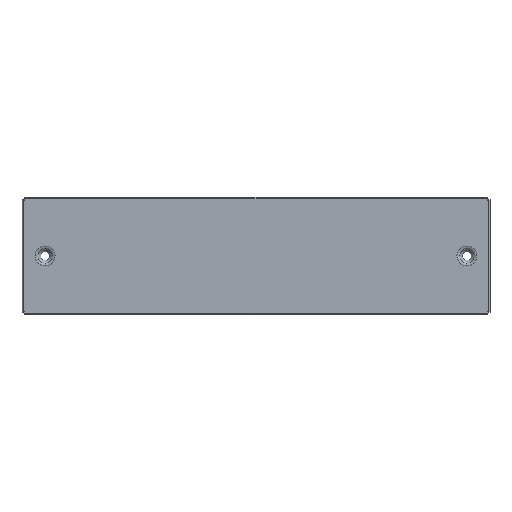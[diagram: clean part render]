
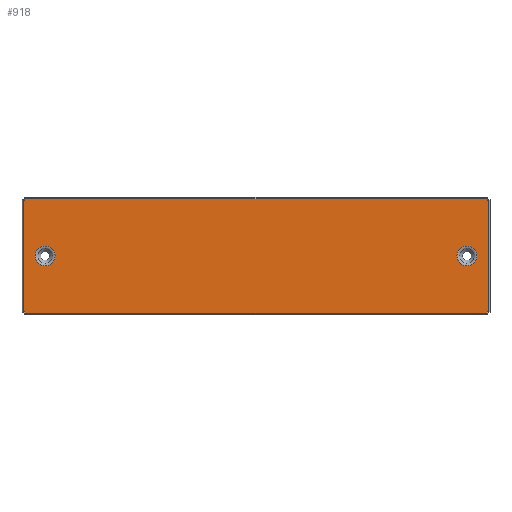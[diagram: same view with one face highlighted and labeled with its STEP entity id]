
A CAD part, top view. The second image highlights one B-rep face of the part: STEP entity #918.
In plain terms, the highlighted planar face has unit normal (0, 0, 1).
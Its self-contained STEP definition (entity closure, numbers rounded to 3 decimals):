
#9 = CARTESIAN_POINT ( 'NONE',  ( 195.8, 47.3, 0. ) ) ;
#19 = FACE_BOUND ( 'NONE', #95, .T. ) ;
#22 = CARTESIAN_POINT ( 'NONE',  ( 178.5, 0., 0. ) ) ;
#38 = VERTEX_POINT ( 'NONE', #1941 ) ;
#55 = CARTESIAN_POINT ( 'NONE',  ( -195.8, -47.3, 0. ) ) ;
#86 = VERTEX_POINT ( 'NONE', #538 ) ;
#95 = EDGE_LOOP ( 'NONE', ( #949 ) ) ;
#115 = ORIENTED_EDGE ( 'NONE', *, *, #1586, .F. ) ;
#127 = CARTESIAN_POINT ( 'NONE',  ( 196.939, -47.3, 0. ) ) ;
#149 = EDGE_CURVE ( 'NONE', #1113, #1683, #1462, .T. ) ;
#154 = DIRECTION ( 'NONE',  ( 0., 0., -1. ) ) ;
#168 = CARTESIAN_POINT ( 'NONE',  ( 199.204, -48.439, 0. ) ) ;
#186 = VECTOR ( 'NONE', #821, 1000. ) ;
#197 = DIRECTION ( 'NONE',  ( 0., 0., 1. ) ) ;
#203 = DIRECTION ( 'NONE',  ( 0., -1., 0. ) ) ;
#213 = LINE ( 'NONE', #1936, #2034 ) ;
#275 = ORIENTED_EDGE ( 'NONE', *, *, #352, .F. ) ;
#301 = VECTOR ( 'NONE', #621, 1000. ) ;
#321 = AXIS2_PLACEMENT_3D ( 'NONE', #22, #197, #1593 ) ;
#323 = DIRECTION ( 'NONE',  ( -1., 0., 0. ) ) ;
#327 = PLANE ( 'NONE',  #396 ) ;
#329 = CARTESIAN_POINT ( 'NONE',  ( 198., 47.3, 0. ) ) ;
#350 = ORIENTED_EDGE ( 'NONE', *, *, #397, .F. ) ;
#352 = EDGE_CURVE ( 'NONE', #38, #820, #466, .T. ) ;
#396 = AXIS2_PLACEMENT_3D ( 'NONE', #1258, #154, #323 ) ;
#397 = EDGE_CURVE ( 'NONE', #411, #1144, #1808, .T. ) ;
#398 = CARTESIAN_POINT ( 'NONE',  ( 198., -47.3, 0. ) ) ;
#411 = VERTEX_POINT ( 'NONE', #9 ) ;
#466 = LINE ( 'NONE', #1544, #665 ) ;
#490 = EDGE_CURVE ( 'NONE', #1915, #904, #979, .T. ) ;
#535 = CIRCLE ( 'NONE', #1584, 8.443 ) ;
#538 = CARTESIAN_POINT ( 'NONE',  ( -195.8, -48.439, 0. ) ) ;
#542 = CARTESIAN_POINT ( 'NONE',  ( 195.8, -47.3, 0. ) ) ;
#600 = DIRECTION ( 'NONE',  ( 1., 0., 0. ) ) ;
#608 = VERTEX_POINT ( 'NONE', #1969 ) ;
#617 = LINE ( 'NONE', #1746, #186 ) ;
#621 = DIRECTION ( 'NONE',  ( 1., 0., 0. ) ) ;
#627 = CARTESIAN_POINT ( 'NONE',  ( -196.939, -47.3, 0. ) ) ;
#639 = VECTOR ( 'NONE', #1579, 1000. ) ;
#640 = CARTESIAN_POINT ( 'NONE',  ( -196.939, 52.611, 0. ) ) ;
#665 = VECTOR ( 'NONE', #600, 1000. ) ;
#709 = VERTEX_POINT ( 'NONE', #1054 ) ;
#744 = LINE ( 'NONE', #640, #1125 ) ;
#760 = DIRECTION ( 'NONE',  ( 0., -1., 0. ) ) ;
#788 = VECTOR ( 'NONE', #1049, 1000. ) ;
#794 = ORIENTED_EDGE ( 'NONE', *, *, #942, .F. ) ;
#811 = FACE_BOUND ( 'NONE', #1644, .T. ) ;
#812 = DIRECTION ( 'NONE',  ( -1., 0., 0. ) ) ;
#820 = VERTEX_POINT ( 'NONE', #1185 ) ;
#821 = DIRECTION ( 'NONE',  ( 0., -1., 0. ) ) ;
#904 = VERTEX_POINT ( 'NONE', #627 ) ;
#918 = ADVANCED_FACE ( 'NONE', ( #935, #19, #811 ), #327, .F. ) ;
#919 = EDGE_CURVE ( 'NONE', #820, #1280, #1447, .T. ) ;
#927 = ORIENTED_EDGE ( 'NONE', *, *, #1931, .F. ) ;
#935 = FACE_OUTER_BOUND ( 'NONE', #1141, .T. ) ;
#937 = VECTOR ( 'NONE', #2040, 1000. ) ;
#942 = EDGE_CURVE ( 'NONE', #1144, #1113, #617, .T. ) ;
#949 = ORIENTED_EDGE ( 'NONE', *, *, #1509, .F. ) ;
#950 = LINE ( 'NONE', #542, #1287 ) ;
#979 = LINE ( 'NONE', #1410, #937 ) ;
#1026 = EDGE_CURVE ( 'NONE', #1243, #1280, #213, .T. ) ;
#1040 = DIRECTION ( 'NONE',  ( -1., 0., 0. ) ) ;
#1049 = DIRECTION ( 'NONE',  ( 0., 1., 0. ) ) ;
#1051 = ORIENTED_EDGE ( 'NONE', *, *, #1304, .F. ) ;
#1052 = VECTOR ( 'NONE', #760, 1000. ) ;
#1054 = CARTESIAN_POINT ( 'NONE',  ( 178.5, 8.443, 0. ) ) ;
#1065 = CARTESIAN_POINT ( 'NONE',  ( -178.5, 0., 0. ) ) ;
#1068 = CARTESIAN_POINT ( 'NONE',  ( 195.8, 47.3, 0. ) ) ;
#1069 = ORIENTED_EDGE ( 'NONE', *, *, #149, .F. ) ;
#1113 = VERTEX_POINT ( 'NONE', #127 ) ;
#1122 = EDGE_CURVE ( 'NONE', #38, #904, #744, .T. ) ;
#1123 = ORIENTED_EDGE ( 'NONE', *, *, #1296, .F. ) ;
#1125 = VECTOR ( 'NONE', #1721, 1000. ) ;
#1126 = ORIENTED_EDGE ( 'NONE', *, *, #490, .F. ) ;
#1141 = EDGE_LOOP ( 'NONE', ( #115, #927, #1069, #794, #350, #1393, #1154, #1661, #275, #1961, #1126, #1051 ) ) ;
#1144 = VERTEX_POINT ( 'NONE', #1282 ) ;
#1154 = ORIENTED_EDGE ( 'NONE', *, *, #1026, .T. ) ;
#1184 = CARTESIAN_POINT ( 'NONE',  ( 195.8, -47.3, 0. ) ) ;
#1185 = CARTESIAN_POINT ( 'NONE',  ( -195.8, 47.3, 0. ) ) ;
#1192 = EDGE_CURVE ( 'NONE', #1243, #411, #1202, .T. ) ;
#1202 = LINE ( 'NONE', #1068, #1052 ) ;
#1243 = VERTEX_POINT ( 'NONE', #2019 ) ;
#1258 = CARTESIAN_POINT ( 'NONE',  ( 0., 0., 0. ) ) ;
#1280 = VERTEX_POINT ( 'NONE', #2001 ) ;
#1281 = CARTESIAN_POINT ( 'NONE',  ( 195.8, -48.439, 0. ) ) ;
#1282 = CARTESIAN_POINT ( 'NONE',  ( 196.939, 47.3, 0. ) ) ;
#1287 = VECTOR ( 'NONE', #203, 1000. ) ;
#1293 = LINE ( 'NONE', #1990, #788 ) ;
#1296 = EDGE_CURVE ( 'NONE', #608, #608, #535, .T. ) ;
#1304 = EDGE_CURVE ( 'NONE', #86, #1915, #1293, .T. ) ;
#1369 = DIRECTION ( 'NONE',  ( 0., 0., 1. ) ) ;
#1393 = ORIENTED_EDGE ( 'NONE', *, *, #1192, .F. ) ;
#1410 = CARTESIAN_POINT ( 'NONE',  ( -195.8, -47.3, 0. ) ) ;
#1447 = LINE ( 'NONE', #1888, #639 ) ;
#1462 = LINE ( 'NONE', #398, #1824 ) ;
#1509 = EDGE_CURVE ( 'NONE', #709, #709, #1903, .T. ) ;
#1544 = CARTESIAN_POINT ( 'NONE',  ( -195.8, 47.3, 0. ) ) ;
#1579 = DIRECTION ( 'NONE',  ( 0., 1., 0. ) ) ;
#1584 = AXIS2_PLACEMENT_3D ( 'NONE', #1065, #1369, #1822 ) ;
#1586 = EDGE_CURVE ( 'NONE', #1595, #86, #1745, .T. ) ;
#1593 = DIRECTION ( 'NONE',  ( 0., 1., 0. ) ) ;
#1595 = VERTEX_POINT ( 'NONE', #1281 ) ;
#1600 = VECTOR ( 'NONE', #812, 1000. ) ;
#1605 = DIRECTION ( 'NONE',  ( -1., 0., 0. ) ) ;
#1644 = EDGE_LOOP ( 'NONE', ( #1123 ) ) ;
#1661 = ORIENTED_EDGE ( 'NONE', *, *, #919, .F. ) ;
#1683 = VERTEX_POINT ( 'NONE', #1184 ) ;
#1721 = DIRECTION ( 'NONE',  ( 0., -1., 0. ) ) ;
#1745 = LINE ( 'NONE', #168, #1600 ) ;
#1746 = CARTESIAN_POINT ( 'NONE',  ( 196.939, 52.611, 0. ) ) ;
#1808 = LINE ( 'NONE', #329, #301 ) ;
#1822 = DIRECTION ( 'NONE',  ( 0., 1., 0. ) ) ;
#1824 = VECTOR ( 'NONE', #1040, 1000. ) ;
#1888 = CARTESIAN_POINT ( 'NONE',  ( -195.8, 49.5, 0. ) ) ;
#1903 = CIRCLE ( 'NONE', #321, 8.443 ) ;
#1915 = VERTEX_POINT ( 'NONE', #55 ) ;
#1931 = EDGE_CURVE ( 'NONE', #1683, #1595, #950, .T. ) ;
#1936 = CARTESIAN_POINT ( 'NONE',  ( 199.204, 48.439, 0. ) ) ;
#1941 = CARTESIAN_POINT ( 'NONE',  ( -196.939, 47.3, 0. ) ) ;
#1961 = ORIENTED_EDGE ( 'NONE', *, *, #1122, .T. ) ;
#1969 = CARTESIAN_POINT ( 'NONE',  ( -178.5, 8.443, 0. ) ) ;
#1990 = CARTESIAN_POINT ( 'NONE',  ( -195.8, -49.5, 0. ) ) ;
#2001 = CARTESIAN_POINT ( 'NONE',  ( -195.8, 48.439, 0. ) ) ;
#2019 = CARTESIAN_POINT ( 'NONE',  ( 195.8, 48.439, 0. ) ) ;
#2034 = VECTOR ( 'NONE', #1605, 1000. ) ;
#2040 = DIRECTION ( 'NONE',  ( -1., 0., 0. ) ) ;
